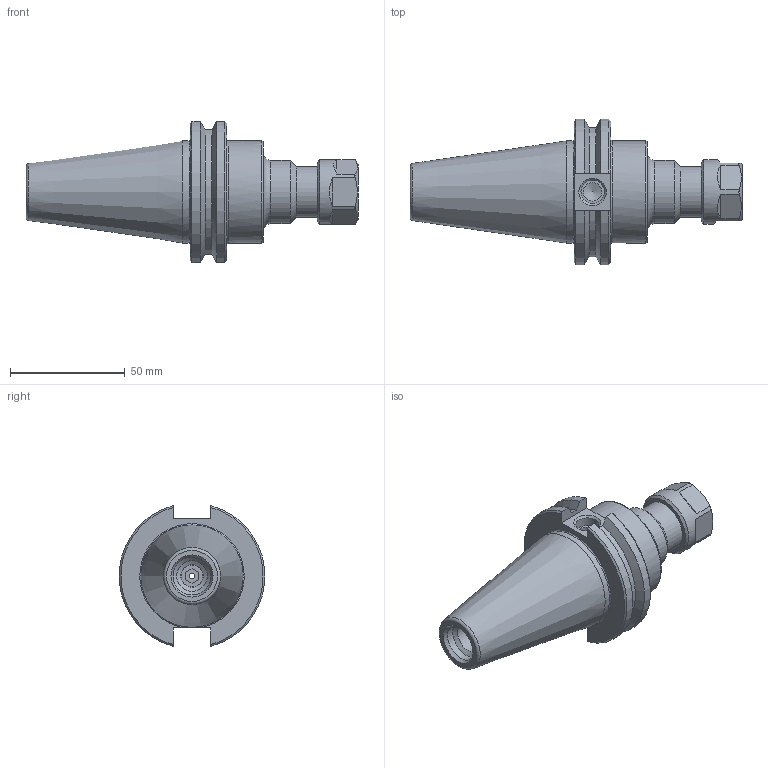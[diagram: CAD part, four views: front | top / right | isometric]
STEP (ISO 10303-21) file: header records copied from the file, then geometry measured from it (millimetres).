
FILE_DESCRIPTION(/* description */ ('BODY, COLLET CHUCK'),/* implementation_level */ '2;1');
FILE_NAME(/* name */ 'C40-16ERF300.stp',/* time_stamp */ '2017-01-18T15:17:07-05:00',/* author */ ('davhar'),/* organization */ (''),/* preprocessor_version */ 'ST-DEVELOPER v16.1',/* originating_system */ 'Autodesk Inventor 2016',/* authorisation */ '');
FILE_SCHEMA (('AUTOMOTIVE_DESIGN { 1 0 10303 214 3 1 1 }'));
Length unit declared in the file: inch
Products named in the file (4): C40-16ER3-1; 16ERHN; BS-20; C40-16ERF300
Assembly tree (3 placements, depth 2):
  C40-16ERF300
    C40-16ER3-1
    16ERHN
    BS-20
Bounding box: 144.46 x 63.26 x 61.38 mm (x, y, z)
Volume: 142206.3 mm3; surface area: 29873.7 mm2
Topology: 3 solids, 3 shells, 102 faces, 248 edges, 158 vertices
Faces by surface type: plane 39, cone 26, cylinder 26, torus 11
Full cylindrical faces by diameter (mm): 2.286 x1, 8.001 x1, 9.461 x1, 9.728 x1, 10.135 x1, 10.973 x1, 11.176 x1, 12.4 x1, 13.386 x1, 16.459 x1, 20.5 x1, 22 x1, 23 x1, 27.432 x1, 28 x1, 44.45 x2
Entity records: 2949 total; most frequent: CARTESIAN_POINT 650, DIRECTION 472, ORIENTED_EDGE 396, AXIS2_PLACEMENT_3D 201, EDGE_CURVE 198, EDGE_LOOP 154, VERTEX_POINT 148, FACE_OUTER_BOUND 102
